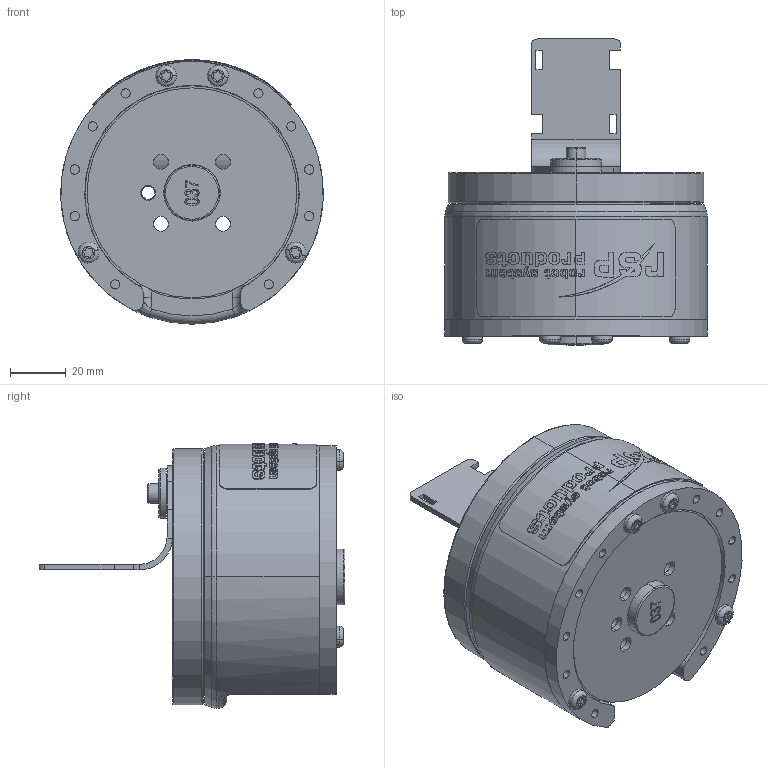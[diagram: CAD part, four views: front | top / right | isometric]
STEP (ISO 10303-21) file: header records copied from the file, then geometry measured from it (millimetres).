
FILE_DESCRIPTION (( 'STEP AP203' ), '1' );
FILE_NAME ('P5134 Axial guide.STEP', '2018-12-12T13:43:47', ( 'RSPlokal' ), ( 'Microsoft' ), 'SwSTEP 2.0', 'SolidWorks 2017', '' );
FILE_SCHEMA (( 'CONFIG_CONTROL_DESIGN' ));
Length unit declared in the file: millimetre
Products named in the file (1): P5134 Axial guide
Bounding box: 94.5 x 110.04 x 95.1 mm (x, y, z)
Volume: 220613 mm3; surface area: 83462.6 mm2
Topology: 35 solids, 35 shells, 866 faces, 2229 edges, 1440 vertices
Faces by surface type: plane 288, cylinder 282, bspline 215, torus 42, cone 39
Entity records: 32667 total; most frequent: CARTESIAN_POINT 12725, ORIENTED_EDGE 4406, DIRECTION 3630, EDGE_CURVE 2203, VERTEX_POINT 1440, AXIS2_PLACEMENT_3D 1339, EDGE_LOOP 981, VECTOR 952
